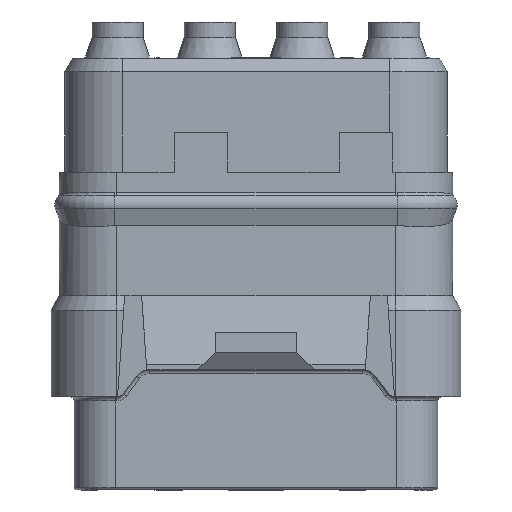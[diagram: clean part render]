
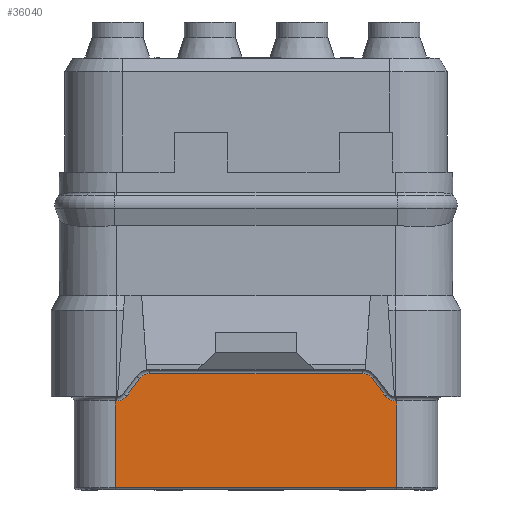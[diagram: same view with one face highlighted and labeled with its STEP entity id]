
A CAD part, front view. The second image highlights one B-rep face of the part: STEP entity #36040.
In plain terms, the highlighted planar face has unit normal (0, -1, 0).
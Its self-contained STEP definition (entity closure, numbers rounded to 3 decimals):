
#1496=DIRECTION('',(-0.6,0.,-0.8));
#1497=VECTOR('',#1496,0.8);
#1498=CARTESIAN_POINT('',(-4.26,-5.81,-7.56));
#1499=LINE('',#1498,#1497);
#1510=CARTESIAN_POINT('',(-3.9,-5.81,-7.83));
#1511=DIRECTION('',(0.,-1.,0.));
#1512=DIRECTION('',(0.,0.,1.));
#1513=AXIS2_PLACEMENT_3D('',#1510,#1511,#1512);
#1520=DIRECTION('',(-1.,0.,0.));
#1521=VECTOR('',#1520,7.8);
#1522=CARTESIAN_POINT('',(3.9,-5.81,-7.38));
#1523=LINE('',#1522,#1521);
#1534=CARTESIAN_POINT('',(3.9,-5.81,-7.83));
#1535=DIRECTION('',(0.,-1.,0.));
#1536=DIRECTION('',(0.8,0.,0.6));
#1537=AXIS2_PLACEMENT_3D('',#1534,#1535,#1536);
#1556=DIRECTION('',(-0.6,0.,0.8));
#1557=VECTOR('',#1556,0.8);
#1558=CARTESIAN_POINT('',(4.74,-5.81,-8.2));
#1559=LINE('',#1558,#1557);
#1570=CARTESIAN_POINT('',(5.1,-5.81,-7.93));
#1571=DIRECTION('',(0.,1.,0.));
#1572=DIRECTION('',(0.,0.,-1.));
#1573=AXIS2_PLACEMENT_3D('',#1570,#1571,#1572);
#1790=DIRECTION('',(-1.,0.,0.));
#1791=VECTOR('',#1790,0.06);
#1792=CARTESIAN_POINT('',(-5.1,-5.81,-8.38));
#1793=LINE('',#1792,#1791);
#1804=CARTESIAN_POINT('',(-5.1,-5.81,-7.93));
#1805=DIRECTION('',(0.,1.,0.));
#1806=DIRECTION('',(0.8,0.,-0.6));
#1807=AXIS2_PLACEMENT_3D('',#1804,#1805,#1806);
#1809=DIRECTION('',(0.,0.,-1.));
#1810=VECTOR('',#1809,3.16);
#1811=CARTESIAN_POINT('',(5.16,-5.81,-8.38));
#1812=LINE('',#1811,#1810);
#1822=DIRECTION('',(-1.,0.,0.));
#1823=VECTOR('',#1822,0.06);
#1824=CARTESIAN_POINT('',(5.16,-5.81,-8.38));
#1825=LINE('',#1824,#1823);
#1909=DIRECTION('',(0.,0.,-1.));
#1910=VECTOR('',#1909,3.16);
#1911=CARTESIAN_POINT('',(-5.16,-5.81,-8.38));
#1912=LINE('',#1911,#1910);
#22526=DIRECTION('',(-1.,0.,0.));
#22527=VECTOR('',#22526,10.32);
#22528=CARTESIAN_POINT('',(5.16,-5.81,-11.54));
#22529=LINE('',#22528,#22527);
#27573=CARTESIAN_POINT('',(5.16,-5.81,-11.54));
#27574=VERTEX_POINT('',#27573);
#27577=CARTESIAN_POINT('',(-5.16,-5.81,-11.54));
#27578=VERTEX_POINT('',#27577);
#27607=CARTESIAN_POINT('',(-5.16,-5.81,-8.38));
#27608=VERTEX_POINT('',#27607);
#27611=CARTESIAN_POINT('',(-5.1,-5.81,-8.38));
#27612=VERTEX_POINT('',#27611);
#27615=CARTESIAN_POINT('',(-4.74,-5.81,-8.2));
#27616=VERTEX_POINT('',#27615);
#27619=CARTESIAN_POINT('',(-4.26,-5.81,-7.56));
#27620=VERTEX_POINT('',#27619);
#27621=CARTESIAN_POINT('',(-3.9,-5.81,-7.38));
#27622=VERTEX_POINT('',#27621);
#27623=CARTESIAN_POINT('',(3.9,-5.81,-7.38));
#27624=VERTEX_POINT('',#27623);
#27625=CARTESIAN_POINT('',(4.26,-5.81,-7.56));
#27626=VERTEX_POINT('',#27625);
#27631=CARTESIAN_POINT('',(4.74,-5.81,-8.2));
#27632=VERTEX_POINT('',#27631);
#27635=CARTESIAN_POINT('',(5.1,-5.81,-8.38));
#27636=VERTEX_POINT('',#27635);
#27639=CARTESIAN_POINT('',(5.16,-5.81,-8.38));
#27640=VERTEX_POINT('',#27639);
#36017=CARTESIAN_POINT('',(5.16,-5.81,-8.23));
#36018=DIRECTION('',(0.,-1.,0.));
#36019=DIRECTION('',(-1.,0.,0.));
#36020=AXIS2_PLACEMENT_3D('',#36017,#36018,#36019);
#36021=PLANE('',#36020);
#36022=ORIENTED_EDGE('',*,*,#35998,.F.);
#36023=ORIENTED_EDGE('',*,*,#36011,.F.);
#36024=ORIENTED_EDGE('',*,*,#35559,.F.);
#36025=ORIENTED_EDGE('',*,*,#35575,.F.);
#36026=ORIENTED_EDGE('',*,*,#35601,.F.);
#36027=ORIENTED_EDGE('',*,*,#35616,.F.);
#36028=ORIENTED_EDGE('',*,*,#35657,.F.);
#36029=ORIENTED_EDGE('',*,*,#35672,.F.);
#36031=ORIENTED_EDGE('',*,*,#36030,.F.);
#36033=ORIENTED_EDGE('',*,*,#36032,.T.);
#36035=ORIENTED_EDGE('',*,*,#36034,.T.);
#36037=ORIENTED_EDGE('',*,*,#36036,.F.);
#36038=EDGE_LOOP('',(#36022,#36023,#36024,#36025,#36026,#36027,#36028,#36029,
#36031,#36033,#36035,#36037));
#36039=FACE_OUTER_BOUND('',#36038,.F.);
#36040=ADVANCED_FACE('',(#36039),#36021,.T.);
#1514=CIRCLE('',#1513,0.45);
#1538=CIRCLE('',#1537,0.45);
#1574=CIRCLE('',#1573,0.45);
#1808=CIRCLE('',#1807,0.45);
#35559=EDGE_CURVE('',#27620,#27616,#1499,.T.);
#35575=EDGE_CURVE('',#27622,#27620,#1514,.T.);
#35601=EDGE_CURVE('',#27624,#27622,#1523,.T.);
#35616=EDGE_CURVE('',#27626,#27624,#1538,.T.);
#35657=EDGE_CURVE('',#27632,#27626,#1559,.T.);
#35672=EDGE_CURVE('',#27636,#27632,#1574,.T.);
#35998=EDGE_CURVE('',#27612,#27608,#1793,.T.);
#36011=EDGE_CURVE('',#27616,#27612,#1808,.T.);
#36030=EDGE_CURVE('',#27640,#27636,#1825,.T.);
#36032=EDGE_CURVE('',#27640,#27574,#1812,.T.);
#36034=EDGE_CURVE('',#27574,#27578,#22529,.T.);
#36036=EDGE_CURVE('',#27608,#27578,#1912,.T.);
